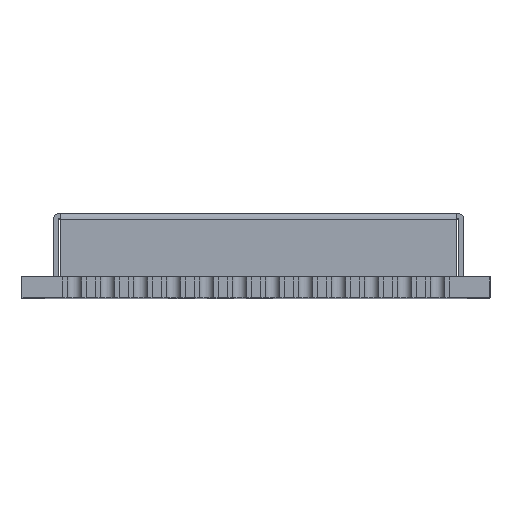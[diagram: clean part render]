
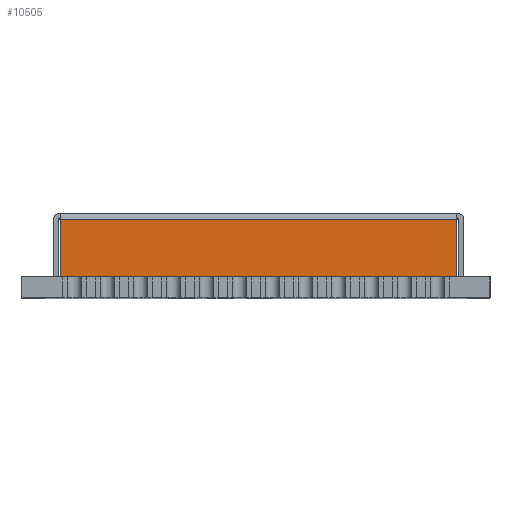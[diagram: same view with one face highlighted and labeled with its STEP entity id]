
A CAD part, top view. The second image highlights one B-rep face of the part: STEP entity #10505.
In plain terms, the highlighted planar face has unit normal (0, 0, 1).
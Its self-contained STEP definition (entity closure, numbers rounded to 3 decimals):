
#427 = VECTOR ( 'NONE', #21761, 1000. ) ;
#1291 = LINE ( 'NONE', #22760, #18468 ) ;
#1921 = CARTESIAN_POINT ( 'NONE',  ( -7.8, 30.152, 11.7 ) ) ;
#2108 = FACE_OUTER_BOUND ( 'NONE', #14494, .T. ) ;
#2614 = ORIENTED_EDGE ( 'NONE', *, *, #12243, .T. ) ;
#2836 = CARTESIAN_POINT ( 'NONE',  ( -7.529, 2.999, 11.7 ) ) ;
#3393 = EDGE_CURVE ( 'NONE', #12089, #15841, #17272, .T. ) ;
#3524 = CARTESIAN_POINT ( 'NONE',  ( -7.529, 0.8, 11.7 ) ) ;
#4082 = VERTEX_POINT ( 'NONE', #2836 ) ;
#5028 = DIRECTION ( 'NONE',  ( -1., 0., 0. ) ) ;
#5272 = LINE ( 'NONE', #6801, #14176 ) ;
#6478 = EDGE_CURVE ( 'NONE', #24287, #4082, #1291, .T. ) ;
#6801 = CARTESIAN_POINT ( 'NONE',  ( -7.529, 30.152, 11.7 ) ) ;
#8168 = CARTESIAN_POINT ( 'NONE',  ( 7.729, 2.999, 11.7 ) ) ;
#8238 = VECTOR ( 'NONE', #10526, 1000. ) ;
#8775 = AXIS2_PLACEMENT_3D ( 'NONE', #1921, #20351, #20014 ) ;
#10154 = CARTESIAN_POINT ( 'NONE',  ( -7.8, 0.8, 11.7 ) ) ;
#10505 = ADVANCED_FACE ( 'NONE', ( #2108 ), #22167, .F. ) ;
#10526 = DIRECTION ( 'NONE',  ( 0., 1., 0. ) ) ;
#10971 = ORIENTED_EDGE ( 'NONE', *, *, #3393, .T. ) ;
#11303 = ORIENTED_EDGE ( 'NONE', *, *, #6478, .T. ) ;
#12089 = VERTEX_POINT ( 'NONE', #3524 ) ;
#12243 = EDGE_CURVE ( 'NONE', #15841, #24287, #25041, .T. ) ;
#12854 = CARTESIAN_POINT ( 'NONE',  ( 7.729, 30.152, 11.7 ) ) ;
#14176 = VECTOR ( 'NONE', #16922, 1000. ) ;
#14258 = EDGE_CURVE ( 'NONE', #4082, #12089, #5272, .T. ) ;
#14494 = EDGE_LOOP ( 'NONE', ( #2614, #11303, #23435, #10971 ) ) ;
#15841 = VERTEX_POINT ( 'NONE', #20081 ) ;
#16922 = DIRECTION ( 'NONE',  ( 0., -1., 0. ) ) ;
#17272 = LINE ( 'NONE', #10154, #427 ) ;
#18468 = VECTOR ( 'NONE', #5028, 1000. ) ;
#20014 = DIRECTION ( 'NONE',  ( -1., 0., 0. ) ) ;
#20081 = CARTESIAN_POINT ( 'NONE',  ( 7.729, 0.8, 11.7 ) ) ;
#20351 = DIRECTION ( 'NONE',  ( 0., 0., -1. ) ) ;
#21761 = DIRECTION ( 'NONE',  ( 1., 0., 0. ) ) ;
#22167 = PLANE ( 'NONE',  #8775 ) ;
#22760 = CARTESIAN_POINT ( 'NONE',  ( -7.8, 2.999, 11.7 ) ) ;
#23435 = ORIENTED_EDGE ( 'NONE', *, *, #14258, .T. ) ;
#24287 = VERTEX_POINT ( 'NONE', #8168 ) ;
#25041 = LINE ( 'NONE', #12854, #8238 ) ;
